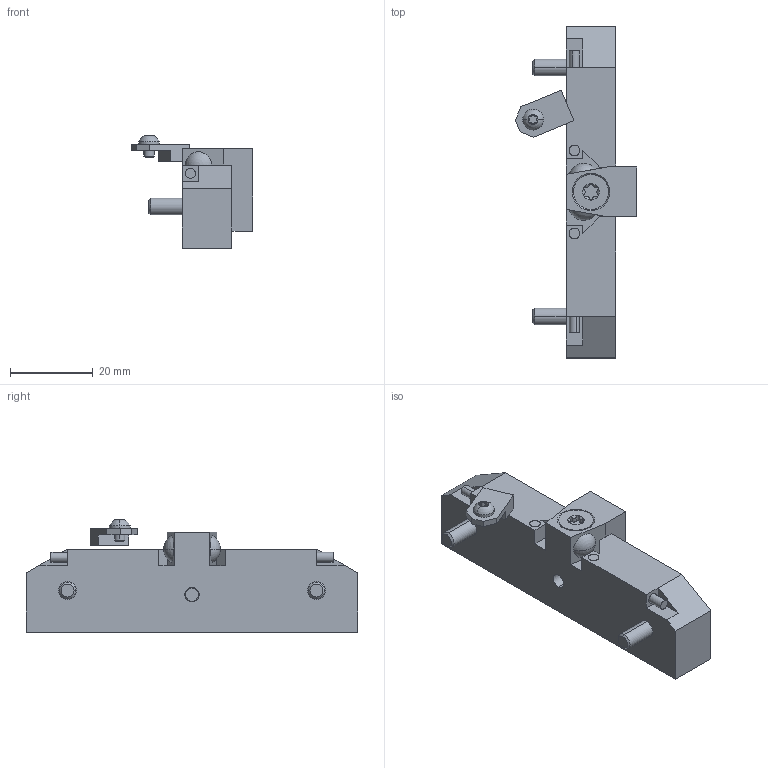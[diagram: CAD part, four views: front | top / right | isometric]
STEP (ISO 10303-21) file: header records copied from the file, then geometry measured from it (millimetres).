
FILE_DESCRIPTION((''),'2;1');
FILE_NAME('637958-01-D01','2012-06-20T',('ch5375'),(''),'PRO/ENGINEER BY PARAMETRIC TECHNOLOGY CORPORATION, 2010370','PRO/ENGINEER BY PARAMETRIC TECHNOLOGY CORPORATION, 2010370','');
FILE_SCHEMA(('CONFIG_CONTROL_DESIGN','SHAPE_APPEARANCE_LAYERS_GROUPS'));
Length unit declared in the file: millimetre
Products named in the file (1): 637958-01-D01
Bounding box: 29.23 x 80 x 27 mm (x, y, z)
Volume: 20211.4 mm3; surface area: 7775.7 mm2
Topology: 2 solids, 4 shells, 234 faces, 556 edges, 346 vertices
Faces by surface type: cylinder 103, plane 71, cone 50, sphere 6, extrusion 4
Entity records: 7101 total; most frequent: CARTESIAN_POINT 1627, DIRECTION 1150, ORIENTED_EDGE 1104, EDGE_CURVE 552, AXIS2_PLACEMENT_3D 452, VERTEX_POINT 346, EDGE_LOOP 258, VECTOR 246
